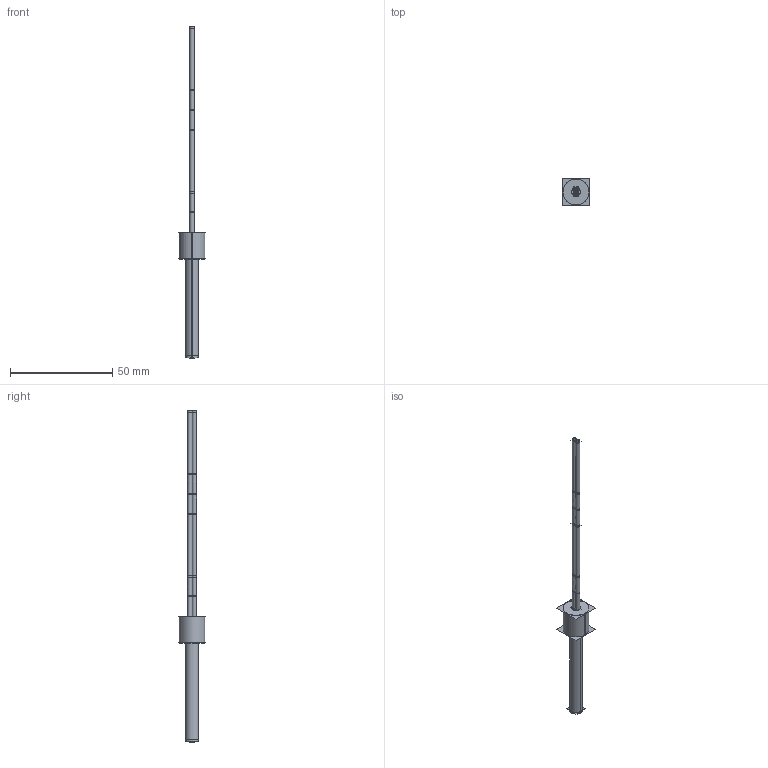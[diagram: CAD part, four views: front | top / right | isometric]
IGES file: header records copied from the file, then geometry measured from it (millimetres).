
Start section:  PTC IGES file: 193412.igs
Global section: file name: 193412.igs; native system: Creo Parametric by Parametric Technology Corporation; preprocessor: 2013230; author: pdmadmin; organization: Unknown; date: 20160217.092634; units: millimetre
Bounding box: 13.21 x 13.21 x 162.2 mm (x, y, z)
Volume: 3445.6 mm3; surface area: 18731.9 mm2
Topology: 7 solids, 7 shells, 162 faces, 764 edges, 976 vertices
Faces by surface type: revolution 116, bspline 46
